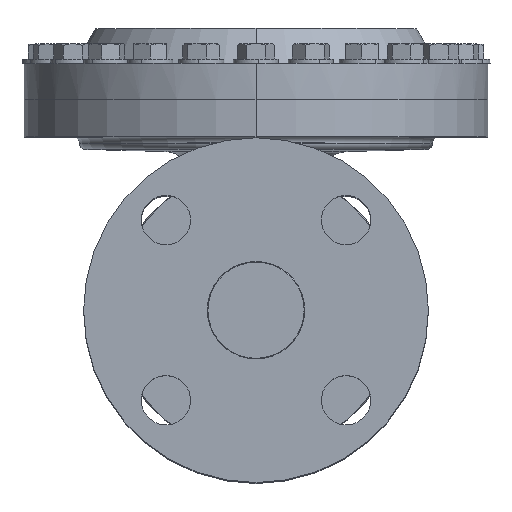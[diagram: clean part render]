
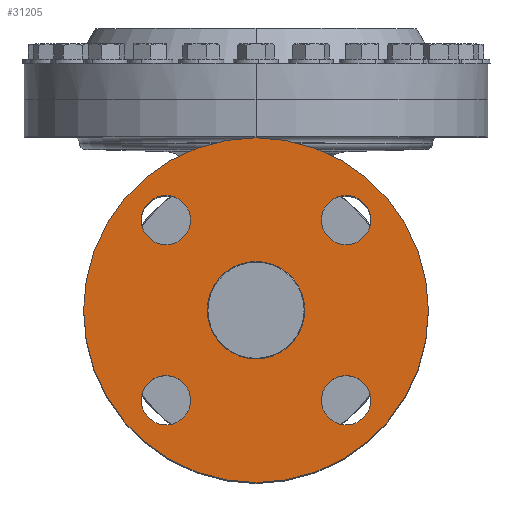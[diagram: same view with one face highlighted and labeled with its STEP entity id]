
A CAD part, top view. The second image highlights one B-rep face of the part: STEP entity #31205.
In plain terms, the highlighted planar face has unit normal (0, 0, 1).
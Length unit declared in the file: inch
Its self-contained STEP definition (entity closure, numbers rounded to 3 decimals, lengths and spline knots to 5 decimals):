
#155 = CARTESIAN_POINT ( 'NONE',  ( -0.742, 0., 4.19 ) ) ;
#353 = DIRECTION ( 'NONE',  ( 1., 0., 0. ) ) ;
#593 = CIRCLE ( 'NONE', #9322, 2.625 ) ;
#715 = AXIS2_PLACEMENT_3D ( 'NONE', #41639, #21032, #353 ) ;
#1177 = DIRECTION ( 'NONE',  ( 0., 0., 1. ) ) ;
#1185 = CIRCLE ( 'NONE', #15882, 0.375 ) ;
#1327 = EDGE_LOOP ( 'NONE', ( #32786, #29606 ) ) ;
#1370 = CARTESIAN_POINT ( 'NONE',  ( -1.37179, -1.37179, 4.19 ) ) ;
#1666 = AXIS2_PLACEMENT_3D ( 'NONE', #25009, #4377, #28471 ) ;
#2395 = EDGE_LOOP ( 'NONE', ( #6491, #29810 ) ) ;
#2430 = ORIENTED_EDGE ( 'NONE', *, *, #44610, .T. ) ;
#2764 = EDGE_LOOP ( 'NONE', ( #29199, #37672 ) ) ;
#2901 = FACE_BOUND ( 'NONE', #2395, .T. ) ;
#3830 = VERTEX_POINT ( 'NONE', #9972 ) ;
#3843 = DIRECTION ( 'NONE',  ( 0., 0., -1. ) ) ;
#4377 = DIRECTION ( 'NONE',  ( 0., 0., -1. ) ) ;
#4859 = DIRECTION ( 'NONE',  ( 1., 0., 0. ) ) ;
#5112 = CARTESIAN_POINT ( 'NONE',  ( -1.37179, -1.37179, 4.19 ) ) ;
#5119 = DIRECTION ( 'NONE',  ( 0., 0., 1. ) ) ;
#5502 = ORIENTED_EDGE ( 'NONE', *, *, #18423, .T. ) ;
#5532 = VERTEX_POINT ( 'NONE', #42867 ) ;
#6491 = ORIENTED_EDGE ( 'NONE', *, *, #14273, .T. ) ;
#6550 = ORIENTED_EDGE ( 'NONE', *, *, #35724, .T. ) ;
#7355 = CARTESIAN_POINT ( 'NONE',  ( 2.625, 0., 4.19 ) ) ;
#7687 = CIRCLE ( 'NONE', #30343, 0.742 ) ;
#8370 = AXIS2_PLACEMENT_3D ( 'NONE', #10817, #34864, #14280 ) ;
#8589 = DIRECTION ( 'NONE',  ( 1., 0., 0. ) ) ;
#8712 = CIRCLE ( 'NONE', #25429, 0.375 ) ;
#8916 = CARTESIAN_POINT ( 'NONE',  ( 0.742, 0., 4.19 ) ) ;
#9087 = AXIS2_PLACEMENT_3D ( 'NONE', #25738, #5119, #29215 ) ;
#9322 = AXIS2_PLACEMENT_3D ( 'NONE', #21855, #1177, #25292 ) ;
#9794 = CARTESIAN_POINT ( 'NONE',  ( -1.37179, 1.37179, 4.19 ) ) ;
#9972 = CARTESIAN_POINT ( 'NONE',  ( -1.74679, 1.37179, 4.19 ) ) ;
#10359 = ORIENTED_EDGE ( 'NONE', *, *, #15555, .T. ) ;
#10817 = CARTESIAN_POINT ( 'NONE',  ( -1.37179, 1.37179, 4.19 ) ) ;
#11012 = FACE_BOUND ( 'NONE', #14049, .T. ) ;
#11468 = CARTESIAN_POINT ( 'NONE',  ( 1.37179, -1.37179, 4.19 ) ) ;
#12217 = VERTEX_POINT ( 'NONE', #155 ) ;
#13050 = VERTEX_POINT ( 'NONE', #42267 ) ;
#13242 = DIRECTION ( 'NONE',  ( 1., 0., 0. ) ) ;
#14049 = EDGE_LOOP ( 'NONE', ( #10359, #6550 ) ) ;
#14273 = EDGE_CURVE ( 'NONE', #20527, #5532, #18062, .T. ) ;
#14280 = DIRECTION ( 'NONE',  ( 1., 0., 0. ) ) ;
#14282 = CIRCLE ( 'NONE', #715, 0.742 ) ;
#14459 = CARTESIAN_POINT ( 'NONE',  ( -2.625, 0., 4.19 ) ) ;
#14922 = DIRECTION ( 'NONE',  ( 1., 0., 0. ) ) ;
#15492 = CARTESIAN_POINT ( 'NONE',  ( -1.74679, -1.37179, 4.19 ) ) ;
#15555 = EDGE_CURVE ( 'NONE', #3830, #42301, #37913, .T. ) ;
#15882 = AXIS2_PLACEMENT_3D ( 'NONE', #36477, #15885, #39948 ) ;
#15885 = DIRECTION ( 'NONE',  ( 0., 0., -1. ) ) ;
#16085 = CARTESIAN_POINT ( 'NONE',  ( -0.99679, -1.37179, 4.19 ) ) ;
#16250 = VERTEX_POINT ( 'NONE', #7355 ) ;
#16652 = EDGE_CURVE ( 'NONE', #17477, #13050, #1185, .T. ) ;
#17383 = EDGE_CURVE ( 'NONE', #19914, #12217, #7687, .T. ) ;
#17477 = VERTEX_POINT ( 'NONE', #34480 ) ;
#17599 = AXIS2_PLACEMENT_3D ( 'NONE', #32683, #42904, #36120 ) ;
#17634 = VERTEX_POINT ( 'NONE', #14459 ) ;
#18062 = CIRCLE ( 'NONE', #1666, 0.375 ) ;
#18332 = EDGE_CURVE ( 'NONE', #16250, #17634, #593, .T. ) ;
#18423 = EDGE_CURVE ( 'NONE', #41692, #39955, #8712, .T. ) ;
#19061 = FACE_BOUND ( 'NONE', #22650, .T. ) ;
#19914 = VERTEX_POINT ( 'NONE', #8916 ) ;
#20207 = CARTESIAN_POINT ( 'NONE',  ( 0., 0., 4.19 ) ) ;
#20527 = VERTEX_POINT ( 'NONE', #29431 ) ;
#21032 = DIRECTION ( 'NONE',  ( 0., 0., 1. ) ) ;
#21855 = CARTESIAN_POINT ( 'NONE',  ( 0., 0., 4.19 ) ) ;
#22122 = AXIS2_PLACEMENT_3D ( 'NONE', #11468, #35513, #14922 ) ;
#22650 = EDGE_LOOP ( 'NONE', ( #40595, #26806 ) ) ;
#23649 = DIRECTION ( 'NONE',  ( 1., 0., 0. ) ) ;
#24212 = CIRCLE ( 'NONE', #29537, 0.375 ) ;
#24438 = EDGE_CURVE ( 'NONE', #17634, #16250, #32677, .T. ) ;
#24476 = CARTESIAN_POINT ( 'NONE',  ( 1.37179, 1.37179, 4.19 ) ) ;
#25009 = CARTESIAN_POINT ( 'NONE',  ( 1.37179, 1.37179, 4.19 ) ) ;
#25100 = EDGE_CURVE ( 'NONE', #5532, #20527, #43961, .T. ) ;
#25292 = DIRECTION ( 'NONE',  ( 1., 0., 0. ) ) ;
#25429 = AXIS2_PLACEMENT_3D ( 'NONE', #5112, #29205, #8589 ) ;
#25490 = DIRECTION ( 'NONE',  ( 0., 0., -1. ) ) ;
#25738 = CARTESIAN_POINT ( 'NONE',  ( 0., 0., 4.19 ) ) ;
#26806 = ORIENTED_EDGE ( 'NONE', *, *, #17383, .F. ) ;
#26933 = CIRCLE ( 'NONE', #28477, 0.375 ) ;
#27076 = EDGE_CURVE ( 'NONE', #12217, #19914, #14282, .T. ) ;
#27934 = EDGE_CURVE ( 'NONE', #13050, #17477, #32507, .T. ) ;
#27957 = DIRECTION ( 'NONE',  ( 1., 0., 0. ) ) ;
#28229 = FACE_BOUND ( 'NONE', #37730, .T. ) ;
#28447 = CARTESIAN_POINT ( 'NONE',  ( -0.99679, 1.37179, 4.19 ) ) ;
#28471 = DIRECTION ( 'NONE',  ( 1., 0., 0. ) ) ;
#28477 = AXIS2_PLACEMENT_3D ( 'NONE', #9794, #33838, #13242 ) ;
#29199 = ORIENTED_EDGE ( 'NONE', *, *, #16652, .T. ) ;
#29205 = DIRECTION ( 'NONE',  ( 0., 0., -1. ) ) ;
#29215 = DIRECTION ( 'NONE',  ( 1., 0., 0. ) ) ;
#29227 = PLANE ( 'NONE',  #17599 ) ;
#29431 = CARTESIAN_POINT ( 'NONE',  ( 0.99679, 1.37179, 4.19 ) ) ;
#29537 = AXIS2_PLACEMENT_3D ( 'NONE', #1370, #25490, #4859 ) ;
#29606 = ORIENTED_EDGE ( 'NONE', *, *, #24438, .T. ) ;
#29810 = ORIENTED_EDGE ( 'NONE', *, *, #25100, .T. ) ;
#30343 = AXIS2_PLACEMENT_3D ( 'NONE', #20207, #44258, #23649 ) ;
#31205 = ADVANCED_FACE ( 'NONE', ( #2901, #38448, #28229, #11012, #19061, #37373 ), #29227, .T. ) ;
#31295 = AXIS2_PLACEMENT_3D ( 'NONE', #24476, #3843, #27957 ) ;
#32507 = CIRCLE ( 'NONE', #22122, 0.375 ) ;
#32677 = CIRCLE ( 'NONE', #9087, 2.625 ) ;
#32683 = CARTESIAN_POINT ( 'NONE',  ( 0., 2.625, 4.19 ) ) ;
#32786 = ORIENTED_EDGE ( 'NONE', *, *, #18332, .T. ) ;
#33838 = DIRECTION ( 'NONE',  ( 0., 0., -1. ) ) ;
#34480 = CARTESIAN_POINT ( 'NONE',  ( 0.99679, -1.37179, 4.19 ) ) ;
#34864 = DIRECTION ( 'NONE',  ( 0., 0., -1. ) ) ;
#35513 = DIRECTION ( 'NONE',  ( 0., 0., -1. ) ) ;
#35724 = EDGE_CURVE ( 'NONE', #42301, #3830, #26933, .T. ) ;
#36120 = DIRECTION ( 'NONE',  ( 1., 0., 0. ) ) ;
#36477 = CARTESIAN_POINT ( 'NONE',  ( 1.37179, -1.37179, 4.19 ) ) ;
#37373 = FACE_OUTER_BOUND ( 'NONE', #1327, .T. ) ;
#37672 = ORIENTED_EDGE ( 'NONE', *, *, #27934, .T. ) ;
#37730 = EDGE_LOOP ( 'NONE', ( #5502, #2430 ) ) ;
#37913 = CIRCLE ( 'NONE', #8370, 0.375 ) ;
#38448 = FACE_BOUND ( 'NONE', #2764, .T. ) ;
#39948 = DIRECTION ( 'NONE',  ( 1., 0., 0. ) ) ;
#39955 = VERTEX_POINT ( 'NONE', #16085 ) ;
#40595 = ORIENTED_EDGE ( 'NONE', *, *, #27076, .F. ) ;
#41639 = CARTESIAN_POINT ( 'NONE',  ( 0., 0., 4.19 ) ) ;
#41692 = VERTEX_POINT ( 'NONE', #15492 ) ;
#42267 = CARTESIAN_POINT ( 'NONE',  ( 1.74679, -1.37179, 4.19 ) ) ;
#42301 = VERTEX_POINT ( 'NONE', #28447 ) ;
#42867 = CARTESIAN_POINT ( 'NONE',  ( 1.74679, 1.37179, 4.19 ) ) ;
#42904 = DIRECTION ( 'NONE',  ( 0., 0., 1. ) ) ;
#43961 = CIRCLE ( 'NONE', #31295, 0.375 ) ;
#44258 = DIRECTION ( 'NONE',  ( 0., 0., 1. ) ) ;
#44610 = EDGE_CURVE ( 'NONE', #39955, #41692, #24212, .T. ) ;
